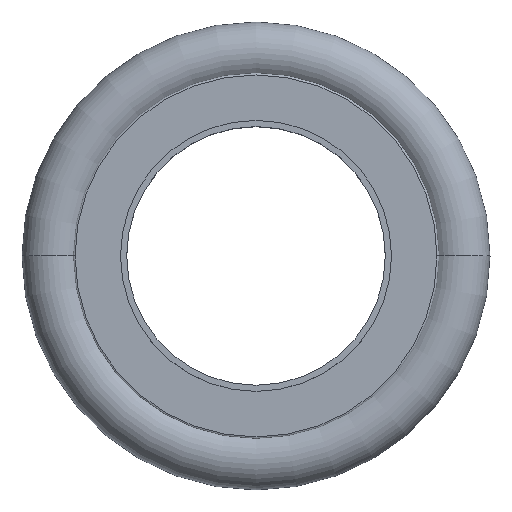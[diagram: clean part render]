
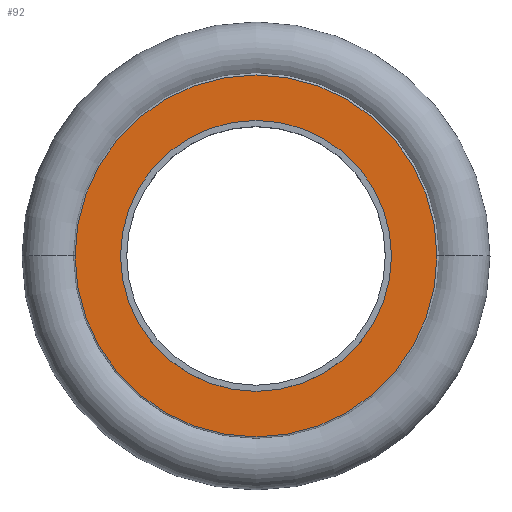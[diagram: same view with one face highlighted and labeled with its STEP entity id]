
A CAD part, top view. The second image highlights one B-rep face of the part: STEP entity #92.
In plain terms, the highlighted planar face has unit normal (0, 0, 1).
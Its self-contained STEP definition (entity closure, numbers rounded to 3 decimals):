
#36 = DIRECTION ( 'NONE',  ( -1., 0., 0. ) ) ;
#55 = EDGE_CURVE ( 'NONE', #755, #765, #592, .T. ) ;
#69 = ORIENTED_EDGE ( 'NONE', *, *, #470, .T. ) ;
#73 = CIRCLE ( 'NONE', #603, 14.694 ) ;
#92 = ADVANCED_FACE ( 'NONE', ( #130, #314 ), #164, .F. ) ;
#114 = CARTESIAN_POINT ( 'NONE',  ( 0., 0., 1.95 ) ) ;
#117 = DIRECTION ( 'NONE',  ( 0., 0., 1. ) ) ;
#119 = DIRECTION ( 'NONE',  ( 1., 0., 0. ) ) ;
#130 = FACE_BOUND ( 'NONE', #899, .T. ) ;
#144 = VERTEX_POINT ( 'NONE', #166 ) ;
#164 = PLANE ( 'NONE',  #591 ) ;
#166 = CARTESIAN_POINT ( 'NONE',  ( 14.694, 0., 1.95 ) ) ;
#217 = CARTESIAN_POINT ( 'NONE',  ( -14.694, 0., 1.95 ) ) ;
#293 = ORIENTED_EDGE ( 'NONE', *, *, #524, .T. ) ;
#314 = FACE_OUTER_BOUND ( 'NONE', #574, .T. ) ;
#323 = CARTESIAN_POINT ( 'NONE',  ( -14.694, 0., 1.95 ) ) ;
#347 = CARTESIAN_POINT ( 'NONE',  ( -11., 0., 1.95 ) ) ;
#375 = AXIS2_PLACEMENT_3D ( 'NONE', #114, #117, #119 ) ;
#388 = ORIENTED_EDGE ( 'NONE', *, *, #55, .F. ) ;
#452 = CARTESIAN_POINT ( 'NONE',  ( 0., 0., 1.95 ) ) ;
#462 = VERTEX_POINT ( 'NONE', #217 ) ;
#470 = EDGE_CURVE ( 'NONE', #144, #462, #73, .T. ) ;
#524 = EDGE_CURVE ( 'NONE', #462, #144, #599, .T. ) ;
#529 = DIRECTION ( 'NONE',  ( 1., 0., 0. ) ) ;
#545 = EDGE_CURVE ( 'NONE', #765, #755, #705, .T. ) ;
#574 = EDGE_LOOP ( 'NONE', ( #69, #293 ) ) ;
#591 = AXIS2_PLACEMENT_3D ( 'NONE', #323, #930, #36 ) ;
#592 = CIRCLE ( 'NONE', #838, 11. ) ;
#599 = CIRCLE ( 'NONE', #903, 14.694 ) ;
#603 = AXIS2_PLACEMENT_3D ( 'NONE', #452, #959, #529 ) ;
#650 = CARTESIAN_POINT ( 'NONE',  ( 0., 0., 1.95 ) ) ;
#662 = DIRECTION ( 'NONE',  ( 0., 0., 1. ) ) ;
#663 = DIRECTION ( 'NONE',  ( 1., 0., 0. ) ) ;
#664 = ORIENTED_EDGE ( 'NONE', *, *, #545, .F. ) ;
#705 = CIRCLE ( 'NONE', #375, 11. ) ;
#755 = VERTEX_POINT ( 'NONE', #870 ) ;
#765 = VERTEX_POINT ( 'NONE', #347 ) ;
#776 = DIRECTION ( 'NONE',  ( 1., 0., 0. ) ) ;
#838 = AXIS2_PLACEMENT_3D ( 'NONE', #650, #662, #663 ) ;
#870 = CARTESIAN_POINT ( 'NONE',  ( 11., 0., 1.95 ) ) ;
#899 = EDGE_LOOP ( 'NONE', ( #388, #664 ) ) ;
#903 = AXIS2_PLACEMENT_3D ( 'NONE', #917, #929, #776 ) ;
#917 = CARTESIAN_POINT ( 'NONE',  ( 0., 0., 1.95 ) ) ;
#929 = DIRECTION ( 'NONE',  ( 0., 0., 1. ) ) ;
#930 = DIRECTION ( 'NONE',  ( 0., 0., -1. ) ) ;
#959 = DIRECTION ( 'NONE',  ( 0., 0., 1. ) ) ;
